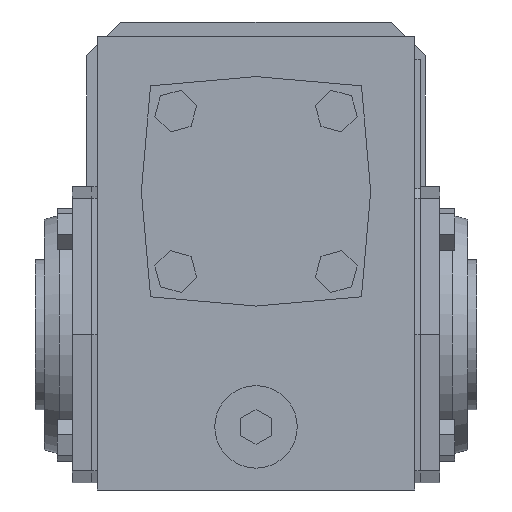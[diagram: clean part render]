
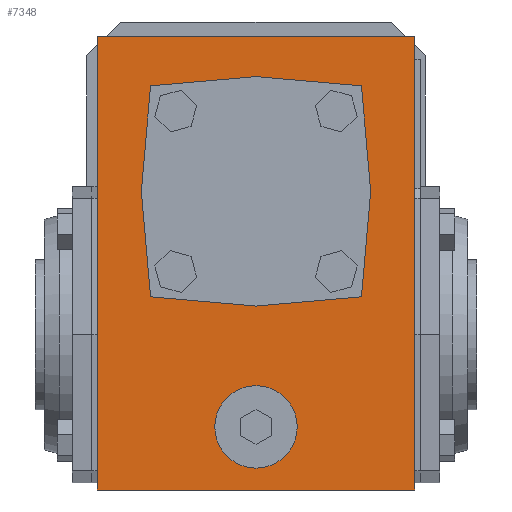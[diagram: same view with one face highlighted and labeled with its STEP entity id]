
A CAD part, left-side view. The second image highlights one B-rep face of the part: STEP entity #7348.
In plain terms, the highlighted planar face has unit normal (-1, 0, 0).
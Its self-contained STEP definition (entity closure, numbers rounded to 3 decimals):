
#188=CIRCLE('',#7723,10.947);
#368=ORIENTED_EDGE('',*,*,#1868,.F.);
#369=ORIENTED_EDGE('',*,*,#1869,.F.);
#370=ORIENTED_EDGE('',*,*,#1870,.F.);
#371=ORIENTED_EDGE('',*,*,#1871,.F.);
#372=ORIENTED_EDGE('',*,*,#1872,.F.);
#373=ORIENTED_EDGE('',*,*,#1873,.F.);
#374=ORIENTED_EDGE('',*,*,#1874,.F.);
#375=ORIENTED_EDGE('',*,*,#1875,.F.);
#376=ORIENTED_EDGE('',*,*,#1876,.T.);
#377=ORIENTED_EDGE('',*,*,#1877,.T.);
#378=ORIENTED_EDGE('',*,*,#1878,.T.);
#379=ORIENTED_EDGE('',*,*,#1879,.T.);
#380=ORIENTED_EDGE('',*,*,#1880,.F.);
#1868=EDGE_CURVE('',#2618,#2619,#3162,.T.);
#1869=EDGE_CURVE('',#2620,#2618,#3163,.T.);
#1870=EDGE_CURVE('',#2621,#2620,#3164,.T.);
#1871=EDGE_CURVE('',#2622,#2621,#3165,.T.);
#1872=EDGE_CURVE('',#2623,#2622,#3166,.T.);
#1873=EDGE_CURVE('',#2624,#2623,#3167,.T.);
#1874=EDGE_CURVE('',#2625,#2624,#3168,.T.);
#1875=EDGE_CURVE('',#2619,#2625,#3169,.T.);
#1876=EDGE_CURVE('',#2626,#2627,#3170,.T.);
#1877=EDGE_CURVE('',#2627,#2628,#3171,.T.);
#1878=EDGE_CURVE('',#2628,#2629,#3172,.T.);
#1879=EDGE_CURVE('',#2629,#2626,#3173,.T.);
#1880=EDGE_CURVE('',#2630,#2630,#188,.T.);
#2618=VERTEX_POINT('',#9889);
#2619=VERTEX_POINT('',#9890);
#2620=VERTEX_POINT('',#9892);
#2621=VERTEX_POINT('',#9894);
#2622=VERTEX_POINT('',#9896);
#2623=VERTEX_POINT('',#9898);
#2624=VERTEX_POINT('',#9900);
#2625=VERTEX_POINT('',#9902);
#2626=VERTEX_POINT('',#9905);
#2627=VERTEX_POINT('',#9906);
#2628=VERTEX_POINT('',#9908);
#2629=VERTEX_POINT('',#9910);
#2630=VERTEX_POINT('',#9913);
#3162=LINE('',#9888,#3738);
#3163=LINE('',#9891,#3739);
#3164=LINE('',#9893,#3740);
#3165=LINE('',#9895,#3741);
#3166=LINE('',#9897,#3742);
#3167=LINE('',#9899,#3743);
#3168=LINE('',#9901,#3744);
#3169=LINE('',#9903,#3745);
#3170=LINE('',#9904,#3746);
#3171=LINE('',#9907,#3747);
#3172=LINE('',#9909,#3748);
#3173=LINE('',#9911,#3749);
#3738=VECTOR('',#8264,1000.);
#3739=VECTOR('',#8265,1000.);
#3740=VECTOR('',#8266,1000.);
#3741=VECTOR('',#8267,1000.);
#3742=VECTOR('',#8268,1000.);
#3743=VECTOR('',#8269,1000.);
#3744=VECTOR('',#8270,1000.);
#3745=VECTOR('',#8271,1000.);
#3746=VECTOR('',#8272,1000.);
#3747=VECTOR('',#8273,1000.);
#3748=VECTOR('',#8274,1000.);
#3749=VECTOR('',#8275,1000.);
#4306=EDGE_LOOP('',(#368,#369,#370,#371,#372,#373,#374,#375));
#4307=EDGE_LOOP('',(#376,#377,#378,#379));
#4308=EDGE_LOOP('',(#380));
#4779=FACE_BOUND('',#4306,.T.);
#4780=FACE_BOUND('',#4307,.T.);
#4781=FACE_BOUND('',#4308,.T.);
#5263=PLANE('',#7722);
#7348=ADVANCED_FACE('',(#4779,#4780,#4781),#5263,.T.);
#7722=AXIS2_PLACEMENT_3D('',#9887,#8262,#8263);
#7723=AXIS2_PLACEMENT_3D('',#9912,#8276,#8277);
#8262=DIRECTION('',(-1.,0.,0.));
#8263=DIRECTION('',(0.,-1.,0.));
#8264=DIRECTION('',(0.,0.996,0.087));
#8265=DIRECTION('',(0.,0.087,0.996));
#8266=DIRECTION('',(0.,-0.087,0.996));
#8267=DIRECTION('',(0.,-0.996,0.087));
#8268=DIRECTION('',(0.,-0.996,-0.087));
#8269=DIRECTION('',(0.,-0.087,-0.996));
#8270=DIRECTION('',(0.,0.087,-0.996));
#8271=DIRECTION('',(0.,0.996,-0.087));
#8272=DIRECTION('',(0.,0.,1.));
#8273=DIRECTION('',(0.,1.,0.));
#8274=DIRECTION('',(0.,0.,-1.));
#8275=DIRECTION('',(0.,-1.,0.));
#8276=DIRECTION('',(-1.,0.,0.));
#8277=DIRECTION('',(0.,0.,1.));
#9887=CARTESIAN_POINT('',(-44.45,-42.164,41.275));
#9888=CARTESIAN_POINT('',(-44.45,-40.906,26.901));
#9889=CARTESIAN_POINT('',(-44.45,-28.028,28.028));
#9890=CARTESIAN_POINT('',(-44.45,0.,30.48));
#9891=CARTESIAN_POINT('',(-44.45,-26.985,39.947));
#9892=CARTESIAN_POINT('',(-44.45,-30.48,0.));
#9893=CARTESIAN_POINT('',(-44.45,-34.152,41.976));
#9894=CARTESIAN_POINT('',(-44.45,-28.028,-28.028));
#9895=CARTESIAN_POINT('',(-44.45,-48.074,-26.274));
#9896=CARTESIAN_POINT('',(-44.45,0.,-30.48));
#9897=CARTESIAN_POINT('',(-44.45,-35.614,-33.596));
#9898=CARTESIAN_POINT('',(-44.45,28.028,-28.028));
#9899=CARTESIAN_POINT('',(-44.45,33.512,34.654));
#9900=CARTESIAN_POINT('',(-44.45,30.48,0.));
#9901=CARTESIAN_POINT('',(-44.45,26.345,47.269));
#9902=CARTESIAN_POINT('',(-44.45,28.028,28.028));
#9903=CARTESIAN_POINT('',(-44.45,-42.781,34.223));
#9904=CARTESIAN_POINT('',(-44.45,-42.164,-79.375));
#9905=CARTESIAN_POINT('',(-44.45,-42.164,-79.375));
#9906=CARTESIAN_POINT('',(-44.45,-42.164,41.275));
#9907=CARTESIAN_POINT('',(-44.45,-42.164,41.275));
#9908=CARTESIAN_POINT('',(-44.45,42.164,41.275));
#9909=CARTESIAN_POINT('',(-44.45,42.164,41.275));
#9910=CARTESIAN_POINT('',(-44.45,42.164,-79.375));
#9911=CARTESIAN_POINT('',(-44.45,42.164,-79.375));
#9912=CARTESIAN_POINT('',(-44.45,0.,-62.611));
#9913=CARTESIAN_POINT('',(-44.45,0.,-51.664));
